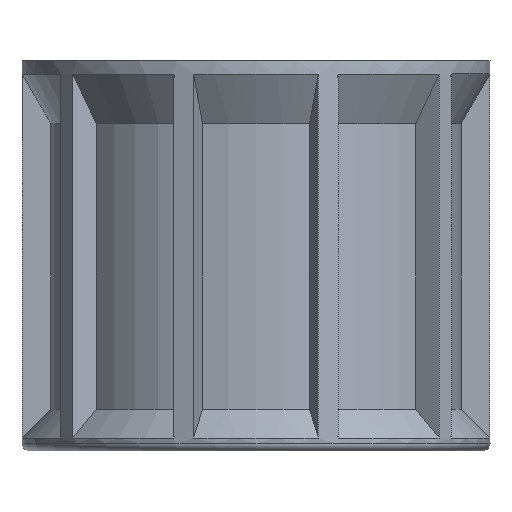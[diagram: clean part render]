
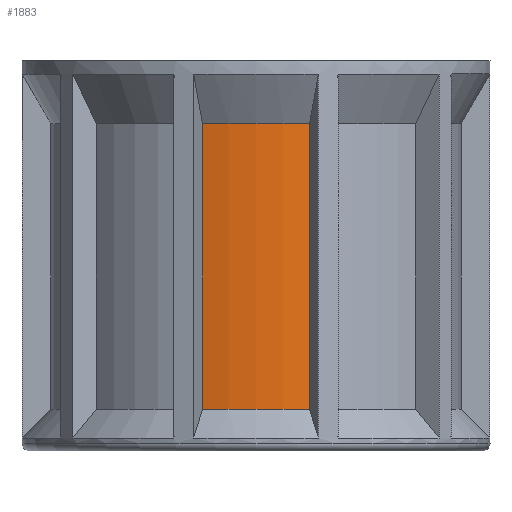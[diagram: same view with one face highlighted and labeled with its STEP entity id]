
A CAD part, left-side view. The second image highlights one B-rep face of the part: STEP entity #1883.
In plain terms, the highlighted cylindrical face has radius 79 mm (diameter 158 mm), a partial arc.
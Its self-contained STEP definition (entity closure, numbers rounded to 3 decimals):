
#38=CYLINDRICAL_SURFACE('',#2023,79.);
#62=LINE('',#2823,#214);
#64=LINE('',#2831,#216);
#214=VECTOR('',#2241,10.);
#216=VECTOR('',#2245,10.);
#446=FACE_OUTER_BOUND('',#569,.T.);
#569=EDGE_LOOP('',(#1310,#1311,#1312,#1313));
#714=CIRCLE('',#2021,79.);
#715=CIRCLE('',#2024,79.);
#841=VERTEX_POINT('',#2808);
#844=VERTEX_POINT('',#2816);
#845=VERTEX_POINT('',#2822);
#847=VERTEX_POINT('',#2830);
#1025=EDGE_CURVE('',#844,#841,#714,.T.);
#1026=EDGE_CURVE('',#845,#841,#62,.T.);
#1029=EDGE_CURVE('',#847,#844,#64,.T.);
#1030=EDGE_CURVE('',#845,#847,#715,.T.);
#1310=ORIENTED_EDGE('',*,*,#1025,.F.);
#1311=ORIENTED_EDGE('',*,*,#1029,.F.);
#1312=ORIENTED_EDGE('',*,*,#1030,.F.);
#1313=ORIENTED_EDGE('',*,*,#1026,.T.);
#1883=ADVANCED_FACE('',(#446),#38,.T.);
#2021=AXIS2_PLACEMENT_3D('',#2820,#2237,#2238);
#2023=AXIS2_PLACEMENT_3D('',#2829,#2243,#2244);
#2024=AXIS2_PLACEMENT_3D('',#2832,#2246,#2247);
#2237=DIRECTION('center_axis',(0.,0.,-1.));
#2238=DIRECTION('ref_axis',(-1.,0.,0.));
#2241=DIRECTION('',(0.,0.,-1.));
#2243=DIRECTION('center_axis',(0.,0.,
-1.));
#2244=DIRECTION('ref_axis',(-1.,0.,0.));
#2245=DIRECTION('',(0.,0.,-1.));
#2246=DIRECTION('center_axis',(0.,0.,
1.));
#2247=DIRECTION('ref_axis',(-1.,0.,0.));
#2808=CARTESIAN_POINT('',(-76.273,20.577,16.));
#2816=CARTESIAN_POINT('',(-76.273,-20.577,16.));
#2820=CARTESIAN_POINT('Origin',(0.,0.,
16.));
#2822=CARTESIAN_POINT('',(-76.273,20.577,125.947));
#2823=CARTESIAN_POINT('',(-76.273,20.577,150.));
#2829=CARTESIAN_POINT('Origin',(0.,0.,
150.));
#2830=CARTESIAN_POINT('',(-76.273,-20.577,125.947));
#2831=CARTESIAN_POINT('',(-76.273,-20.577,150.));
#2832=CARTESIAN_POINT('Origin',(0.,0.,
125.947));
